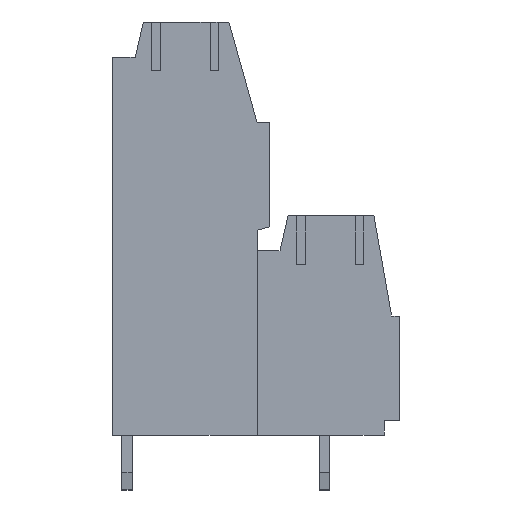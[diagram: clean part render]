
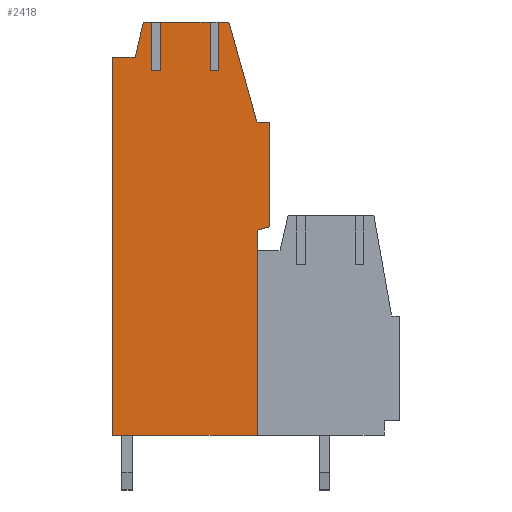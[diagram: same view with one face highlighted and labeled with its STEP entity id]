
A CAD part, left-side view. The second image highlights one B-rep face of the part: STEP entity #2418.
In plain terms, the highlighted planar face has unit normal (-1, 0, 0).
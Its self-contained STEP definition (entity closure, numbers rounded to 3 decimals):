
#2286=AXIS2_PLACEMENT_3D('Plane Axis2P3D',#2283,#2284,#2285) ;
#1816=CARTESIAN_POINT('Vertex',(0.,8.3,3.2)) ;
#1819=CARTESIAN_POINT('Line Origine',(0.,12.525,3.2)) ;
#1823=CARTESIAN_POINT('Vertex',(0.,16.75,3.2)) ;
#2084=CARTESIAN_POINT('Vertex',(0.,8.3,15.15)) ;
#2087=CARTESIAN_POINT('Line Origine',(0.,8.3,9.175)) ;
#2283=CARTESIAN_POINT('Axis2P3D Location',(0.,0.,0.)) ;
#2288=CARTESIAN_POINT('Line Origine',(0.,12.5,27.3)) ;
#2292=CARTESIAN_POINT('Vertex',(0.,11.05,27.3)) ;
#2294=CARTESIAN_POINT('Vertex',(0.,13.95,27.3)) ;
#2297=CARTESIAN_POINT('Line Origine',(0.,13.95,25.875)) ;
#2301=CARTESIAN_POINT('Vertex',(0.,13.95,24.45)) ;
#2304=CARTESIAN_POINT('Line Origine',(0.,14.2,24.45)) ;
#2308=CARTESIAN_POINT('Vertex',(0.,14.45,24.45)) ;
#2311=CARTESIAN_POINT('Line Origine',(0.,14.45,25.875)) ;
#2315=CARTESIAN_POINT('Vertex',(0.,14.45,27.3)) ;
#2318=CARTESIAN_POINT('Line Origine',(0.,14.7,27.3)) ;
#2322=CARTESIAN_POINT('Vertex',(0.,14.95,27.3)) ;
#2325=CARTESIAN_POINT('Line Origine',(0.,15.188,26.275)) ;
#2329=CARTESIAN_POINT('Vertex',(0.,15.425,25.25)) ;
#2332=CARTESIAN_POINT('Line Origine',(0.,16.088,25.25)) ;
#2336=CARTESIAN_POINT('Vertex',(0.,16.75,25.25)) ;
#2339=CARTESIAN_POINT('Line Origine',(0.,16.75,14.225)) ;
#2344=CARTESIAN_POINT('Line Origine',(0.,7.95,15.25)) ;
#2348=CARTESIAN_POINT('Vertex',(0.,7.6,15.35)) ;
#2351=CARTESIAN_POINT('Line Origine',(0.,7.6,18.4)) ;
#2355=CARTESIAN_POINT('Vertex',(0.,7.6,21.45)) ;
#2358=CARTESIAN_POINT('Line Origine',(0.,7.956,21.45)) ;
#2362=CARTESIAN_POINT('Vertex',(0.,8.311,21.45)) ;
#2365=CARTESIAN_POINT('Line Origine',(0.,9.131,24.375)) ;
#2369=CARTESIAN_POINT('Vertex',(0.,9.95,27.3)) ;
#2372=CARTESIAN_POINT('Line Origine',(0.,10.25,27.3)) ;
#2376=CARTESIAN_POINT('Vertex',(0.,10.55,27.3)) ;
#2379=CARTESIAN_POINT('Line Origine',(0.,10.55,25.875)) ;
#2383=CARTESIAN_POINT('Vertex',(0.,10.55,24.45)) ;
#2386=CARTESIAN_POINT('Line Origine',(0.,10.8,24.45)) ;
#2390=CARTESIAN_POINT('Vertex',(0.,11.05,24.45)) ;
#2393=CARTESIAN_POINT('Line Origine',(0.,11.05,25.875)) ;
#1820=DIRECTION('Vector Direction',(0.,1.,0.)) ;
#2088=DIRECTION('Vector Direction',(0.,0.,1.)) ;
#2284=DIRECTION('Axis2P3D Direction',(-1.,0.,0.)) ;
#2285=DIRECTION('Axis2P3D XDirection',(0.,0.,1.)) ;
#2289=DIRECTION('Vector Direction',(0.,-1.,0.)) ;
#2298=DIRECTION('Vector Direction',(0.,0.,1.)) ;
#2305=DIRECTION('Vector Direction',(0.,1.,0.)) ;
#2312=DIRECTION('Vector Direction',(0.,0.,1.)) ;
#2319=DIRECTION('Vector Direction',(0.,-1.,0.)) ;
#2326=DIRECTION('Vector Direction',(0.,-0.226,0.974)) ;
#2333=DIRECTION('Vector Direction',(0.,-1.,0.)) ;
#2340=DIRECTION('Vector Direction',(0.,0.,1.)) ;
#2345=DIRECTION('Vector Direction',(0.,0.962,-0.275)) ;
#2352=DIRECTION('Vector Direction',(0.,0.,-1.)) ;
#2359=DIRECTION('Vector Direction',(0.,-1.,0.)) ;
#2366=DIRECTION('Vector Direction',(0.,-0.27,-0.963)) ;
#2373=DIRECTION('Vector Direction',(0.,-1.,0.)) ;
#2380=DIRECTION('Vector Direction',(0.,0.,1.)) ;
#2387=DIRECTION('Vector Direction',(0.,1.,0.)) ;
#2394=DIRECTION('Vector Direction',(0.,0.,1.)) ;
#1821=VECTOR('Line Direction',#1820,1.) ;
#2089=VECTOR('Line Direction',#2088,1.) ;
#2290=VECTOR('Line Direction',#2289,1.) ;
#2299=VECTOR('Line Direction',#2298,1.) ;
#2306=VECTOR('Line Direction',#2305,1.) ;
#2313=VECTOR('Line Direction',#2312,1.) ;
#2320=VECTOR('Line Direction',#2319,1.) ;
#2327=VECTOR('Line Direction',#2326,1.) ;
#2334=VECTOR('Line Direction',#2333,1.) ;
#2341=VECTOR('Line Direction',#2340,1.) ;
#2346=VECTOR('Line Direction',#2345,1.) ;
#2353=VECTOR('Line Direction',#2352,1.) ;
#2360=VECTOR('Line Direction',#2359,1.) ;
#2367=VECTOR('Line Direction',#2366,1.) ;
#2374=VECTOR('Line Direction',#2373,1.) ;
#2381=VECTOR('Line Direction',#2380,1.) ;
#2388=VECTOR('Line Direction',#2387,1.) ;
#2395=VECTOR('Line Direction',#2394,1.) ;
#2399=ORIENTED_EDGE('',*,*,#2296,.T.) ;
#2400=ORIENTED_EDGE('',*,*,#2303,.F.) ;
#2401=ORIENTED_EDGE('',*,*,#2310,.F.) ;
#2402=ORIENTED_EDGE('',*,*,#2317,.T.) ;
#2403=ORIENTED_EDGE('',*,*,#2324,.T.) ;
#2404=ORIENTED_EDGE('',*,*,#2331,.T.) ;
#2405=ORIENTED_EDGE('',*,*,#2338,.T.) ;
#2406=ORIENTED_EDGE('',*,*,#2343,.T.) ;
#2407=ORIENTED_EDGE('',*,*,#1825,.T.) ;
#2408=ORIENTED_EDGE('',*,*,#2091,.F.) ;
#2409=ORIENTED_EDGE('',*,*,#2350,.T.) ;
#2410=ORIENTED_EDGE('',*,*,#2357,.T.) ;
#2411=ORIENTED_EDGE('',*,*,#2364,.T.) ;
#2412=ORIENTED_EDGE('',*,*,#2371,.T.) ;
#2413=ORIENTED_EDGE('',*,*,#2378,.T.) ;
#2414=ORIENTED_EDGE('',*,*,#2385,.F.) ;
#2415=ORIENTED_EDGE('',*,*,#2392,.F.) ;
#2416=ORIENTED_EDGE('',*,*,#2397,.T.) ;
#2418=ADVANCED_FACE('_LM2N 3.5/04/90 3.2 OR 1703700000',(#2417),#2287,.T.) ;
#1825=EDGE_CURVE('',#1824,#1817,#1822,.F.) ;
#2091=EDGE_CURVE('',#2085,#1817,#2090,.F.) ;
#2296=EDGE_CURVE('',#2293,#2295,#2291,.F.) ;
#2303=EDGE_CURVE('',#2302,#2295,#2300,.T.) ;
#2310=EDGE_CURVE('',#2309,#2302,#2307,.F.) ;
#2317=EDGE_CURVE('',#2309,#2316,#2314,.T.) ;
#2324=EDGE_CURVE('',#2316,#2323,#2321,.F.) ;
#2331=EDGE_CURVE('',#2323,#2330,#2328,.F.) ;
#2338=EDGE_CURVE('',#2330,#2337,#2335,.F.) ;
#2343=EDGE_CURVE('',#2337,#1824,#2342,.F.) ;
#2350=EDGE_CURVE('',#2085,#2349,#2347,.F.) ;
#2357=EDGE_CURVE('',#2349,#2356,#2354,.F.) ;
#2364=EDGE_CURVE('',#2356,#2363,#2361,.F.) ;
#2371=EDGE_CURVE('',#2363,#2370,#2368,.F.) ;
#2378=EDGE_CURVE('',#2370,#2377,#2375,.F.) ;
#2385=EDGE_CURVE('',#2384,#2377,#2382,.T.) ;
#2392=EDGE_CURVE('',#2391,#2384,#2389,.F.) ;
#2397=EDGE_CURVE('',#2391,#2293,#2396,.T.) ;
#2398=EDGE_LOOP('',(#2399,#2400,#2401,#2402,#2403,#2404,#2405,#2406,#2407,#2408,#2409,#2410,#2411,#2412,#2413,#2414,#2415,#2416)) ;
#2417=FACE_OUTER_BOUND('',#2398,.T.) ;
#1822=LINE('Line',#1819,#1821) ;
#2090=LINE('Line',#2087,#2089) ;
#2291=LINE('Line',#2288,#2290) ;
#2300=LINE('Line',#2297,#2299) ;
#2307=LINE('Line',#2304,#2306) ;
#2314=LINE('Line',#2311,#2313) ;
#2321=LINE('Line',#2318,#2320) ;
#2328=LINE('Line',#2325,#2327) ;
#2335=LINE('Line',#2332,#2334) ;
#2342=LINE('Line',#2339,#2341) ;
#2347=LINE('Line',#2344,#2346) ;
#2354=LINE('Line',#2351,#2353) ;
#2361=LINE('Line',#2358,#2360) ;
#2368=LINE('Line',#2365,#2367) ;
#2375=LINE('Line',#2372,#2374) ;
#2382=LINE('Line',#2379,#2381) ;
#2389=LINE('Line',#2386,#2388) ;
#2396=LINE('Line',#2393,#2395) ;
#2287=PLANE('',#2286) ;
#1817=VERTEX_POINT('',#1816) ;
#1824=VERTEX_POINT('',#1823) ;
#2085=VERTEX_POINT('',#2084) ;
#2293=VERTEX_POINT('',#2292) ;
#2295=VERTEX_POINT('',#2294) ;
#2302=VERTEX_POINT('',#2301) ;
#2309=VERTEX_POINT('',#2308) ;
#2316=VERTEX_POINT('',#2315) ;
#2323=VERTEX_POINT('',#2322) ;
#2330=VERTEX_POINT('',#2329) ;
#2337=VERTEX_POINT('',#2336) ;
#2349=VERTEX_POINT('',#2348) ;
#2356=VERTEX_POINT('',#2355) ;
#2363=VERTEX_POINT('',#2362) ;
#2370=VERTEX_POINT('',#2369) ;
#2377=VERTEX_POINT('',#2376) ;
#2384=VERTEX_POINT('',#2383) ;
#2391=VERTEX_POINT('',#2390) ;
